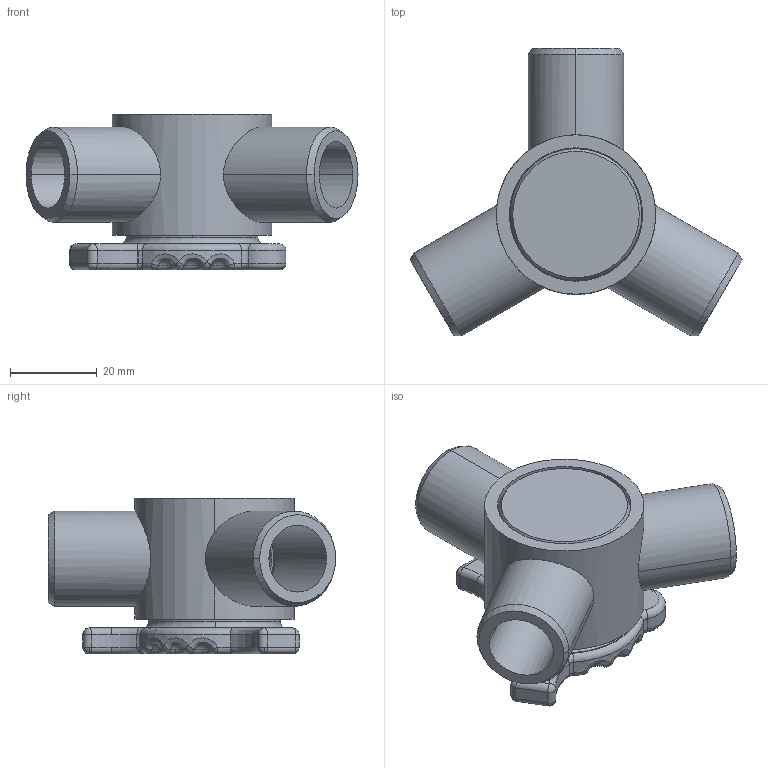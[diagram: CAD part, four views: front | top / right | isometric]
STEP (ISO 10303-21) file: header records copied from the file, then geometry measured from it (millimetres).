
FILE_DESCRIPTION (( 'STEP AP214' ), '1' );
FILE_NAME ('Assem.STEP', '2020-03-21T08:02:36', ( '' ), ( '' ), 'SwSTEP 2.0', 'SolidWorks 2020', '' );
FILE_SCHEMA (( 'AUTOMOTIVE_DESIGN' ));
Length unit declared in the file: millimetre
Products named in the file (4): 120N70; Assem; ValveBody; ValveCock
Assembly tree (4 placements, depth 2):
  Assem
    ValveBody
    ValveCock
    120N70  x2
Bounding box: 76.64 x 66.38 x 36 mm (x, y, z)
Volume: 43701.3 mm3; surface area: 22012 mm2
Topology: 4 solids, 4 shells, 256 faces, 591 edges, 330 vertices
Faces by surface type: torus 67, bspline 64, cylinder 57, plane 28, sphere 28, cone 12
Entity records: 13480 total; most frequent: CARTESIAN_POINT 8092, ORIENTED_EDGE 1140, DIRECTION 1061, EDGE_CURVE 570, AXIS2_PLACEMENT_3D 478, VERTEX_POINT 324, CIRCLE 283, EDGE_LOOP 264
